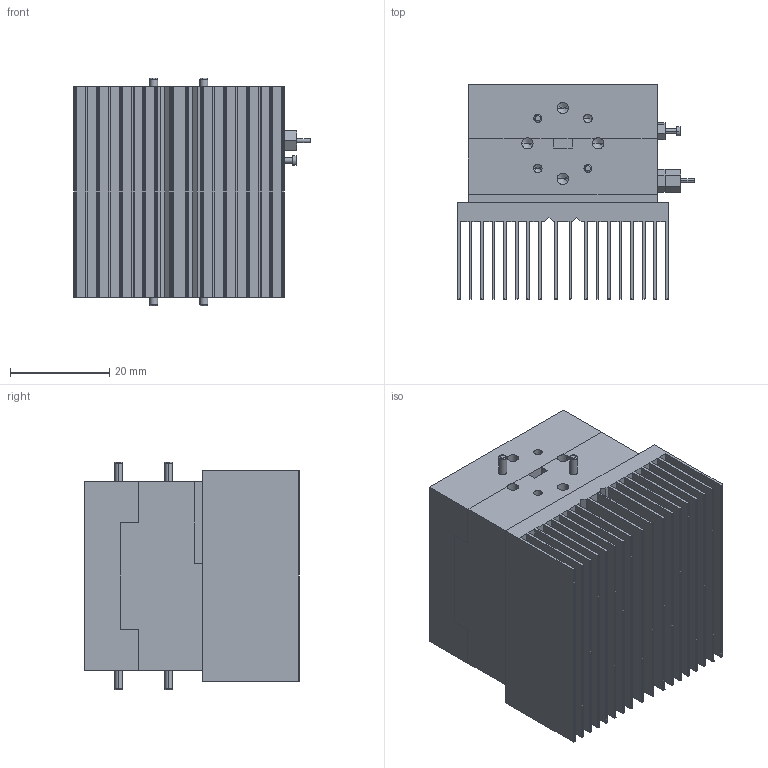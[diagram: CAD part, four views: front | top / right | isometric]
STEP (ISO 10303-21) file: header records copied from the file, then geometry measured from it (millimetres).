
FILE_DESCRIPTION (( 'STEP AP214' ), '1' );
FILE_NAME ('FMWGA3219_3D.step', '2023-01-26T23:42:48', ( '' ), ( '' ), 'SwSTEP 2.0', 'SolidWorks 2022', '' );
FILE_SCHEMA (( 'AUTOMOTIVE_DESIGN' ));
Length unit declared in the file: inch
Products named in the file (1): FMWGA3219_3D
Bounding box: 47.8 x 43.28 x 45.97 mm (x, y, z)
Volume: 47351.6 mm3; surface area: 33355.5 mm2
Topology: 4 solids, 6 shells, 633 faces, 1706 edges, 1108 vertices
Faces by surface type: plane 385, bspline 106, cylinder 98, cone 36, torus 8
Entity records: 28559 total; most frequent: CARTESIAN_POINT 8842, ORIENTED_EDGE 3348, DIRECTION 2742, EDGE_CURVE 1674, VECTOR 1238, LINE 1238, VERTEX_POINT 1108, AXIS2_PLACEMENT_3D 752
